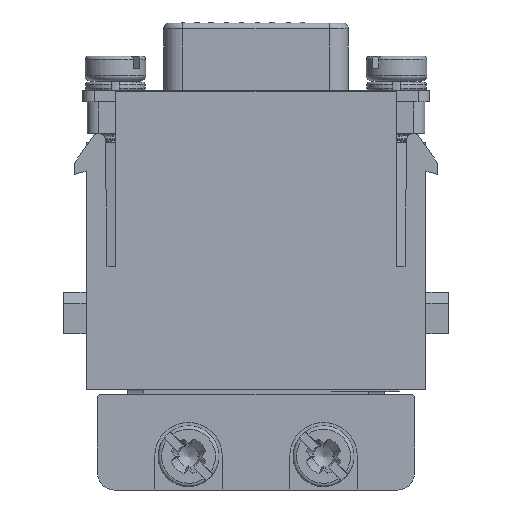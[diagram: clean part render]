
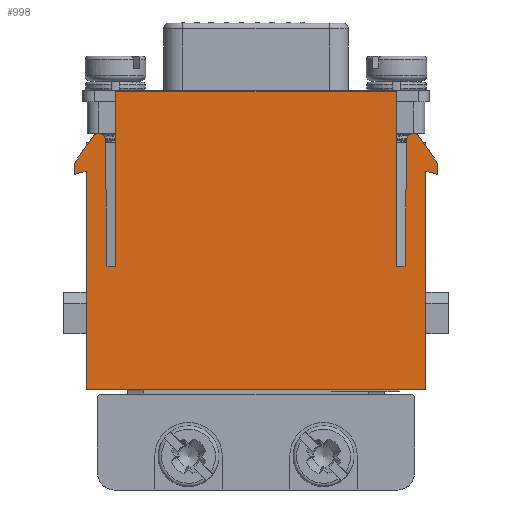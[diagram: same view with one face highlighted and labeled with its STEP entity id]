
A CAD part, front view. The second image highlights one B-rep face of the part: STEP entity #998.
In plain terms, the highlighted planar face has unit normal (0, -1, 0).
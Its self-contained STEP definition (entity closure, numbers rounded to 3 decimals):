
#689=CIRCLE('',#10185,0.6);
#690=CIRCLE('',#10186,0.6);
#998=ADVANCED_FACE('',(#1922),#1559,.F.);
#1559=PLANE('',#10187);
#1922=FACE_OUTER_BOUND('',#2409,.T.);
#2409=EDGE_LOOP('',(#3256,#3257,#3258,#3259,#3260,#3261,#3262,#3263,#3264,
#3265,#3266,#3267,#3268,#3269,#3270,#3271,#3272,#3273,#3274,#3275));
#3256=ORIENTED_EDGE('',*,*,#6938,.F.);
#3257=ORIENTED_EDGE('',*,*,#7050,.T.);
#3258=ORIENTED_EDGE('',*,*,#7051,.T.);
#3259=ORIENTED_EDGE('',*,*,#7052,.T.);
#3260=ORIENTED_EDGE('',*,*,#7053,.T.);
#3261=ORIENTED_EDGE('',*,*,#7054,.T.);
#3262=ORIENTED_EDGE('',*,*,#7055,.T.);
#3263=ORIENTED_EDGE('',*,*,#6911,.T.);
#3264=ORIENTED_EDGE('',*,*,#7056,.F.);
#3265=ORIENTED_EDGE('',*,*,#7038,.F.);
#3266=ORIENTED_EDGE('',*,*,#7057,.T.);
#3267=ORIENTED_EDGE('',*,*,#7058,.T.);
#3268=ORIENTED_EDGE('',*,*,#7059,.T.);
#3269=ORIENTED_EDGE('',*,*,#7060,.T.);
#3270=ORIENTED_EDGE('',*,*,#7061,.T.);
#3271=ORIENTED_EDGE('',*,*,#7062,.T.);
#3272=ORIENTED_EDGE('',*,*,#7063,.T.);
#3273=ORIENTED_EDGE('',*,*,#7064,.T.);
#3274=ORIENTED_EDGE('',*,*,#6988,.T.);
#3275=ORIENTED_EDGE('',*,*,#7005,.T.);
#5940=VERTEX_POINT('',#13674);
#5945=VERTEX_POINT('',#13683);
#5971=VERTEX_POINT('',#13739);
#5972=VERTEX_POINT('',#13741);
#6015=VERTEX_POINT('',#13836);
#6016=VERTEX_POINT('',#13838);
#6053=VERTEX_POINT('',#13926);
#6056=VERTEX_POINT('',#13931);
#6063=VERTEX_POINT('',#13954);
#6064=VERTEX_POINT('',#13956);
#6065=VERTEX_POINT('',#13958);
#6066=VERTEX_POINT('',#13960);
#6067=VERTEX_POINT('',#13962);
#6068=VERTEX_POINT('',#13966);
#6069=VERTEX_POINT('',#13968);
#6070=VERTEX_POINT('',#13970);
#6071=VERTEX_POINT('',#13972);
#6072=VERTEX_POINT('',#13974);
#6073=VERTEX_POINT('',#13976);
#6074=VERTEX_POINT('',#13978);
#6911=EDGE_CURVE('',#5940,#5945,#8340,.T.);
#6938=EDGE_CURVE('',#5971,#5972,#8365,.T.);
#6988=EDGE_CURVE('',#6016,#6015,#8411,.T.);
#7005=EDGE_CURVE('',#6015,#5972,#8428,.T.);
#7038=EDGE_CURVE('',#6056,#6053,#8461,.T.);
#7050=EDGE_CURVE('',#5971,#6063,#8473,.T.);
#7051=EDGE_CURVE('',#6063,#6064,#8474,.T.);
#7052=EDGE_CURVE('',#6064,#6065,#8475,.T.);
#7053=EDGE_CURVE('',#6065,#6066,#689,.T.);
#7054=EDGE_CURVE('',#6066,#6067,#8476,.T.);
#7055=EDGE_CURVE('',#6067,#5940,#8477,.T.);
#7056=EDGE_CURVE('',#6053,#5945,#8478,.T.);
#7057=EDGE_CURVE('',#6056,#6068,#8479,.T.);
#7058=EDGE_CURVE('',#6068,#6069,#8480,.T.);
#7059=EDGE_CURVE('',#6069,#6070,#8481,.T.);
#7060=EDGE_CURVE('',#6070,#6071,#8482,.T.);
#7061=EDGE_CURVE('',#6071,#6072,#690,.T.);
#7062=EDGE_CURVE('',#6072,#6073,#8483,.T.);
#7063=EDGE_CURVE('',#6073,#6074,#8484,.T.);
#7064=EDGE_CURVE('',#6074,#6016,#8485,.T.);
#8340=LINE('',#13684,#9253);
#8365=LINE('',#13740,#9278);
#8411=LINE('',#13837,#9324);
#8428=LINE('',#13871,#9341);
#8461=LINE('',#13932,#9374);
#8473=LINE('',#13953,#9386);
#8474=LINE('',#13955,#9387);
#8475=LINE('',#13957,#9388);
#8476=LINE('',#13961,#9389);
#8477=LINE('',#13963,#9390);
#8478=LINE('',#13964,#9391);
#8479=LINE('',#13965,#9392);
#8480=LINE('',#13967,#9393);
#8481=LINE('',#13969,#9394);
#8482=LINE('',#13971,#9395);
#8483=LINE('',#13975,#9396);
#8484=LINE('',#13977,#9397);
#8485=LINE('',#13979,#9398);
#9253=VECTOR('',#11044,1.);
#9278=VECTOR('',#11079,1.);
#9324=VECTOR('',#11139,1.);
#9341=VECTOR('',#11158,1.);
#9374=VECTOR('',#11197,1.);
#9386=VECTOR('',#11215,1.);
#9387=VECTOR('',#11216,1.);
#9388=VECTOR('',#11217,1.);
#9389=VECTOR('',#11220,1.);
#9390=VECTOR('',#11221,1.);
#9391=VECTOR('',#11222,1.);
#9392=VECTOR('',#11223,1.);
#9393=VECTOR('',#11224,1.);
#9394=VECTOR('',#11225,1.);
#9395=VECTOR('',#11226,1.);
#9396=VECTOR('',#11229,1.);
#9397=VECTOR('',#11230,1.);
#9398=VECTOR('',#11231,1.);
#10185=AXIS2_PLACEMENT_3D('',#13959,#11218,#11219);
#10186=AXIS2_PLACEMENT_3D('',#13973,#11227,#11228);
#10187=AXIS2_PLACEMENT_3D('',#13980,#11232,#11233);
#11044=DIRECTION('',(-1.,0.,0.));
#11079=DIRECTION('',(0.,0.,-1.));
#11139=DIRECTION('',(0.,0.,-1.));
#11158=DIRECTION('',(1.,0.,0.));
#11197=DIRECTION('',(1.,0.,0.));
#11215=DIRECTION('',(0.966,0.,-0.259));
#11216=DIRECTION('',(0.,0.,1.));
#11217=DIRECTION('',(-0.574,0.,0.819));
#11218=DIRECTION('',(0.,-1.,0.));
#11219=DIRECTION('',(0.819,0.,0.574));
#11220=DIRECTION('',(-0.084,0.,-0.996));
#11221=DIRECTION('',(-0.012,0.,-1.));
#11222=DIRECTION('',(0.,0.,-1.));
#11223=DIRECTION('',(0.,0.,-1.));
#11224=DIRECTION('',(-1.,0.,0.));
#11225=DIRECTION('',(-0.012,0.,1.));
#11226=DIRECTION('',(-0.084,0.,0.996));
#11227=DIRECTION('',(0.,-1.,0.));
#11228=DIRECTION('',(0.996,0.,0.084));
#11229=DIRECTION('',(-0.574,0.,-0.819));
#11230=DIRECTION('',(0.,0.,-1.));
#11231=DIRECTION('',(0.966,0.,0.259));
#11232=DIRECTION('',(0.,1.,0.));
#11233=DIRECTION('',(0.,0.,1.));
#13674=CARTESIAN_POINT('',(14.55,16.547,-84.356));
#13683=CARTESIAN_POINT('',(13.751,16.547,-84.356));
#13684=CARTESIAN_POINT('',(13.616,16.547,-84.356));
#13739=CARTESIAN_POINT('',(16.401,16.547,-75.921));
#13740=CARTESIAN_POINT('',(16.401,16.547,-73.356));
#13741=CARTESIAN_POINT('',(16.401,16.547,-95.356));
#13836=CARTESIAN_POINT('',(-13.799,16.547,-95.356));
#13837=CARTESIAN_POINT('',(-13.799,16.547,-73.356));
#13838=CARTESIAN_POINT('',(-13.799,16.547,-75.921));
#13871=CARTESIAN_POINT('',(-13.799,16.547,-95.356));
#13926=CARTESIAN_POINT('',(13.751,16.547,-68.856));
#13931=CARTESIAN_POINT('',(-11.149,16.547,-68.856));
#13932=CARTESIAN_POINT('',(-13.799,16.547,-68.856));
#13953=CARTESIAN_POINT('',(16.954,16.547,-76.069));
#13954=CARTESIAN_POINT('',(17.451,16.547,-76.202));
#13955=CARTESIAN_POINT('',(17.451,16.547,-76.202));
#13956=CARTESIAN_POINT('',(17.451,16.547,-75.202));
#13957=CARTESIAN_POINT('',(17.451,16.547,-75.202));
#13958=CARTESIAN_POINT('',(15.78,16.547,-72.816));
#13959=CARTESIAN_POINT('',(15.289,16.547,-73.161));
#13960=CARTESIAN_POINT('',(14.691,16.547,-73.11));
#13961=CARTESIAN_POINT('',(14.691,16.547,-73.11));
#13962=CARTESIAN_POINT('',(14.689,16.547,-73.132));
#13963=CARTESIAN_POINT('',(14.689,16.547,-73.132));
#13964=CARTESIAN_POINT('',(13.751,16.547,-73.356));
#13965=CARTESIAN_POINT('',(-11.149,16.547,-73.356));
#13966=CARTESIAN_POINT('',(-11.149,16.547,-84.356));
#13967=CARTESIAN_POINT('',(13.616,16.547,-84.356));
#13968=CARTESIAN_POINT('',(-11.949,16.547,-84.356));
#13969=CARTESIAN_POINT('',(-11.949,16.547,-84.306));
#13970=CARTESIAN_POINT('',(-12.087,16.547,-73.132));
#13971=CARTESIAN_POINT('',(-12.087,16.547,-73.132));
#13972=CARTESIAN_POINT('',(-12.089,16.547,-73.11));
#13973=CARTESIAN_POINT('',(-12.687,16.547,-73.161));
#13974=CARTESIAN_POINT('',(-13.179,16.547,-72.816));
#13975=CARTESIAN_POINT('',(-13.179,16.547,-72.816));
#13976=CARTESIAN_POINT('',(-14.849,16.547,-75.202));
#13977=CARTESIAN_POINT('',(-14.849,16.547,-75.202));
#13978=CARTESIAN_POINT('',(-14.849,16.547,-76.202));
#13979=CARTESIAN_POINT('',(-14.849,16.547,-76.202));
#13980=CARTESIAN_POINT('',(-13.799,16.547,-73.356));
